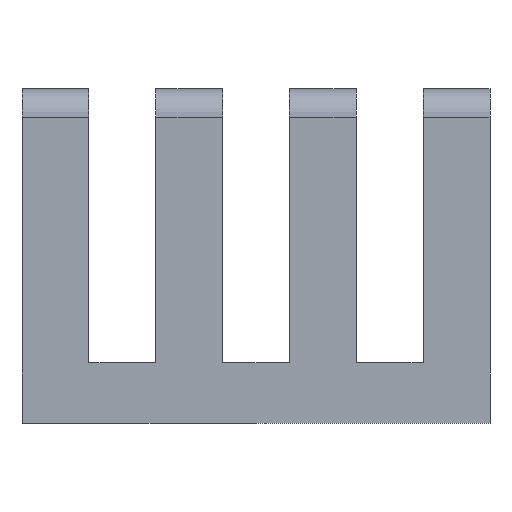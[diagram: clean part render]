
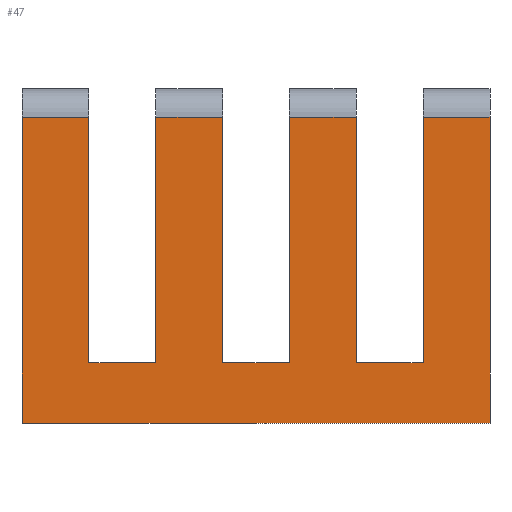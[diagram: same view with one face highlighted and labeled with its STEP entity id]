
A CAD part, left-side view. The second image highlights one B-rep face of the part: STEP entity #47.
In plain terms, the highlighted planar face has unit normal (-1, 0, 0).
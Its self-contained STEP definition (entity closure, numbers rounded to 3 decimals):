
#47=ADVANCED_FACE('NONE',(#139),#140,.F.);
#139=FACE_OUTER_BOUND('',#315,.T.);
#140=PLANE('',#316);
#315=EDGE_LOOP('',(#548,#549,#550,#551,#552,#553,#554,#555,#556,#557,#558,#559,#560,#561,#562,#563));
#316=AXIS2_PLACEMENT_3D('',#564,#565,#566);
#548=ORIENTED_EDGE('',*,*,#1283,.F.);
#549=ORIENTED_EDGE('',*,*,#1284,.T.);
#550=ORIENTED_EDGE('',*,*,#1285,.F.);
#551=ORIENTED_EDGE('',*,*,#1223,.F.);
#552=ORIENTED_EDGE('',*,*,#1286,.F.);
#553=ORIENTED_EDGE('',*,*,#1287,.T.);
#554=ORIENTED_EDGE('',*,*,#1288,.F.);
#555=ORIENTED_EDGE('',*,*,#1263,.F.);
#556=ORIENTED_EDGE('',*,*,#1289,.F.);
#557=ORIENTED_EDGE('',*,*,#1290,.T.);
#558=ORIENTED_EDGE('',*,*,#1291,.F.);
#559=ORIENTED_EDGE('',*,*,#1259,.F.);
#560=ORIENTED_EDGE('',*,*,#1292,.F.);
#561=ORIENTED_EDGE('',*,*,#1293,.T.);
#562=ORIENTED_EDGE('',*,*,#1294,.T.);
#563=ORIENTED_EDGE('',*,*,#1295,.T.);
#564=CARTESIAN_POINT('',(0.0,0.0,1.8));
#565=DIRECTION('',(1.0,0.0,0.0));
#566=DIRECTION('',(0.0,1.0,0.0));
#1223=EDGE_CURVE('NONE',#1463,#1464,#1465,.T.);
#1259=EDGE_CURVE('NONE',#1534,#1536,#1537,.T.);
#1263=EDGE_CURVE('NONE',#1542,#1544,#1545,.T.);
#1283=EDGE_CURVE('NONE',#1583,#1584,#1585,.T.);
#1284=EDGE_CURVE('NONE',#1583,#1586,#1587,.T.);
#1285=EDGE_CURVE('NONE',#1464,#1586,#1588,.T.);
#1286=EDGE_CURVE('NONE',#1589,#1463,#1590,.T.);
#1287=EDGE_CURVE('NONE',#1589,#1591,#1592,.T.);
#1288=EDGE_CURVE('NONE',#1544,#1591,#1593,.T.);
#1289=EDGE_CURVE('NONE',#1594,#1542,#1595,.T.);
#1290=EDGE_CURVE('NONE',#1594,#1596,#1597,.T.);
#1291=EDGE_CURVE('NONE',#1536,#1596,#1598,.T.);
#1292=EDGE_CURVE('NONE',#1599,#1534,#1600,.T.);
#1293=EDGE_CURVE('NONE',#1599,#1601,#1602,.T.);
#1294=EDGE_CURVE('NONE',#1601,#1603,#1604,.T.);
#1295=EDGE_CURVE('NONE',#1603,#1584,#1605,.T.);
#1463=VERTEX_POINT('NONE',#1863);
#1464=VERTEX_POINT('NONE',#1864);
#1465=LINE('',#1865,#1866);
#1534=VERTEX_POINT('NONE',#1969);
#1536=VERTEX_POINT('NONE',#1972);
#1537=LINE('',#1973,#1974);
#1542=VERTEX_POINT('NONE',#1981);
#1544=VERTEX_POINT('NONE',#1984);
#1545=LINE('',#1985,#1986);
#1583=VERTEX_POINT('NONE',#2043);
#1584=VERTEX_POINT('NONE',#2044);
#1585=LINE('',#2045,#2046);
#1586=VERTEX_POINT('NONE',#2047);
#1587=LINE('',#2048,#2049);
#1588=LINE('',#2050,#2051);
#1589=VERTEX_POINT('NONE',#2052);
#1590=LINE('',#2053,#2054);
#1591=VERTEX_POINT('NONE',#2055);
#1592=LINE('',#2056,#2057);
#1593=LINE('',#2058,#2059);
#1594=VERTEX_POINT('NONE',#2060);
#1595=LINE('',#2061,#2062);
#1596=VERTEX_POINT('NONE',#2063);
#1597=LINE('',#2064,#2065);
#1598=LINE('',#2066,#2067);
#1599=VERTEX_POINT('NONE',#2068);
#1600=LINE('',#2069,#2070);
#1601=VERTEX_POINT('NONE',#2071);
#1602=LINE('',#2072,#2073);
#1603=VERTEX_POINT('NONE',#2074);
#1604=LINE('',#2075,#2076);
#1605=LINE('',#2077,#2078);
#1863=CARTESIAN_POINT('',(0.,4.0,1.8));
#1864=CARTESIAN_POINT('',(0.0,2.0,1.8));
#1865=CARTESIAN_POINT('',(0.0,0.0,1.8));
#1866=VECTOR('',#2439,1000.0);
#1969=CARTESIAN_POINT('',(0.0,12.0,1.8));
#1972=CARTESIAN_POINT('',(0.0,10.,1.8));
#1973=CARTESIAN_POINT('',(0.0,0.0,1.8));
#1974=VECTOR('',#2475,1000.0);
#1981=CARTESIAN_POINT('',(0.,8.0,1.8));
#1984=CARTESIAN_POINT('',(0.0,6.0,1.8));
#1985=CARTESIAN_POINT('',(0.0,0.0,1.8));
#1986=VECTOR('',#2479,1000.0);
#2043=CARTESIAN_POINT('',(0.0,0.0,9.15));
#2044=CARTESIAN_POINT('',(0.0,0.0,0.0));
#2045=CARTESIAN_POINT('',(0.0,0.0,1.8));
#2046=VECTOR('',#2499,1000.0);
#2047=CARTESIAN_POINT('',(0.,2.0,9.15));
#2048=CARTESIAN_POINT('',(0.0,2.0,9.15));
#2049=VECTOR('',#2500,1000.0);
#2050=CARTESIAN_POINT('',(0.,2.0,1.8));
#2051=VECTOR('',#2501,1000.0);
#2052=CARTESIAN_POINT('',(0.,4.0,9.15));
#2053=CARTESIAN_POINT('',(0.,4.0,1.8));
#2054=VECTOR('',#2502,1000.0);
#2055=CARTESIAN_POINT('',(0.,6.0,9.15));
#2056=CARTESIAN_POINT('',(0.0,6.0,9.15));
#2057=VECTOR('',#2503,1000.0);
#2058=CARTESIAN_POINT('',(0.,6.0,1.8));
#2059=VECTOR('',#2504,1000.0);
#2060=CARTESIAN_POINT('',(0.,8.0,9.15));
#2061=CARTESIAN_POINT('',(0.,8.0,1.8));
#2062=VECTOR('',#2505,1000.0);
#2063=CARTESIAN_POINT('',(0.,10.0,9.15));
#2064=CARTESIAN_POINT('',(0.0,10.0,9.15));
#2065=VECTOR('',#2506,1000.0);
#2066=CARTESIAN_POINT('',(0.,10.0,1.8));
#2067=VECTOR('',#2507,1000.0);
#2068=CARTESIAN_POINT('',(0.,12.0,9.15));
#2069=CARTESIAN_POINT('',(0.,12.0,1.8));
#2070=VECTOR('',#2508,1000.0);
#2071=CARTESIAN_POINT('',(0.0,14.0,9.15));
#2072=CARTESIAN_POINT('',(0.0,14.0,9.15));
#2073=VECTOR('',#2509,1000.0);
#2074=CARTESIAN_POINT('',(0.0,14.0,0.0));
#2075=CARTESIAN_POINT('',(0.0,14.0,1.8));
#2076=VECTOR('',#2510,1000.0);
#2077=CARTESIAN_POINT('',(0.0,0.0,0.0));
#2078=VECTOR('',#2511,1000.0);
#2439=DIRECTION('',(-0.0,-1.0,-0.0));
#2475=DIRECTION('',(-0.0,-1.0,-0.0));
#2479=DIRECTION('',(-0.0,-1.0,-0.0));
#2499=DIRECTION('',(-0.0,-0.0,-1.0));
#2500=DIRECTION('',(-0.0,1.0,-0.0));
#2501=DIRECTION('',(0.0,0.,1.0));
#2502=DIRECTION('',(-0.0,0.,-1.0));
#2503=DIRECTION('',(-0.0,1.0,-0.0));
#2504=DIRECTION('',(0.0,0.,1.0));
#2505=DIRECTION('',(-0.0,0.,-1.0));
#2506=DIRECTION('',(-0.0,1.0,-0.0));
#2507=DIRECTION('',(0.0,0.,1.0));
#2508=DIRECTION('',(-0.0,0.,-1.0));
#2509=DIRECTION('',(-0.0,1.0,-0.0));
#2510=DIRECTION('',(-0.0,-0.0,-1.0));
#2511=DIRECTION('',(-0.0,-1.0,-0.0));
